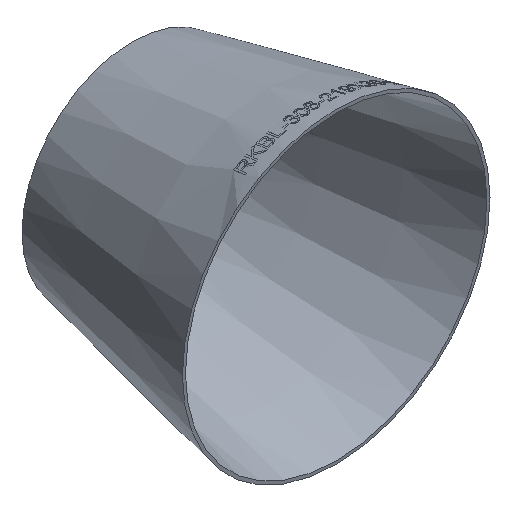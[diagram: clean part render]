
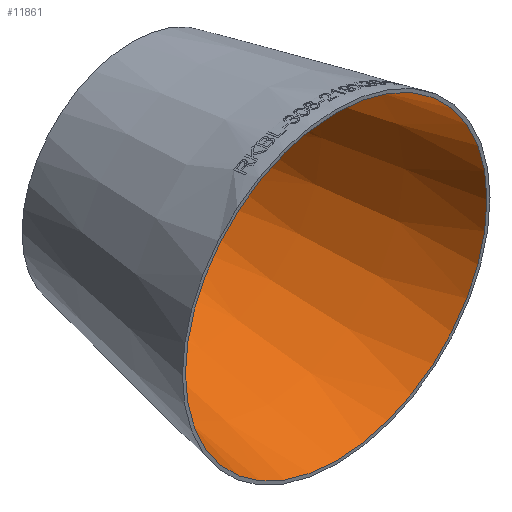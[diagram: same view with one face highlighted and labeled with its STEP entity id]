
A CAD part, isometric view. The second image highlights one B-rep face of the part: STEP entity #11861.
In plain terms, the highlighted conical face has half-angle 12.081 degrees and reference radius 149.932 mm.
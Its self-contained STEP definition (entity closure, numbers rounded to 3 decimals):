
#317 = DIRECTION ( 'NONE',  ( 0., 0., -1. ) ) ;
#357 = VERTEX_POINT ( 'NONE', #29297 ) ;
#2742 = CARTESIAN_POINT ( 'NONE',  ( 0., 203., 0. ) ) ;
#6611 = AXIS2_PLACEMENT_3D ( 'NONE', #2742, #16104, #317 ) ;
#6947 = DIRECTION ( 'NONE',  ( 0., -1., 0. ) ) ;
#8335 = CIRCLE ( 'NONE', #32871, 149.932 ) ;
#9337 = AXIS2_PLACEMENT_3D ( 'NONE', #37008, #6947, #20331 ) ;
#9540 = ORIENTED_EDGE ( 'NONE', *, *, #26528, .T. ) ;
#10230 = FACE_BOUND ( 'NONE', #36367, .T. ) ;
#11861 = ADVANCED_FACE ( 'NONE', ( #10230, #39852 ), #28950, .F. ) ;
#13723 = CIRCLE ( 'NONE', #6611, 106.482 ) ;
#14167 = CARTESIAN_POINT ( 'NONE',  ( 0., 0., 0. ) ) ;
#16104 = DIRECTION ( 'NONE',  ( 0., -1., 0. ) ) ;
#18967 = ORIENTED_EDGE ( 'NONE', *, *, #19157, .F. ) ;
#19157 = EDGE_CURVE ( 'NONE', #357, #357, #13723, .T. ) ;
#20331 = DIRECTION ( 'NONE',  ( 0., 0., -1. ) ) ;
#24517 = DIRECTION ( 'NONE',  ( 0., -1., 0. ) ) ;
#26528 = EDGE_CURVE ( 'NONE', #42011, #42011, #8335, .T. ) ;
#27841 = EDGE_LOOP ( 'NONE', ( #9540 ) ) ;
#28950 = CONICAL_SURFACE ( 'NONE', #9337, 149.932, 0.211 ) ;
#29297 = CARTESIAN_POINT ( 'NONE',  ( 0., 203., -106.482 ) ) ;
#32871 = AXIS2_PLACEMENT_3D ( 'NONE', #14167, #24517, #37435 ) ;
#36367 = EDGE_LOOP ( 'NONE', ( #18967 ) ) ;
#37008 = CARTESIAN_POINT ( 'NONE',  ( 0., 0., 0. ) ) ;
#37435 = DIRECTION ( 'NONE',  ( 0., 0., -1. ) ) ;
#39852 = FACE_OUTER_BOUND ( 'NONE', #27841, .T. ) ;
#42011 = VERTEX_POINT ( 'NONE', #42865 ) ;
#42865 = CARTESIAN_POINT ( 'NONE',  ( 0., 0., -149.932 ) ) ;
